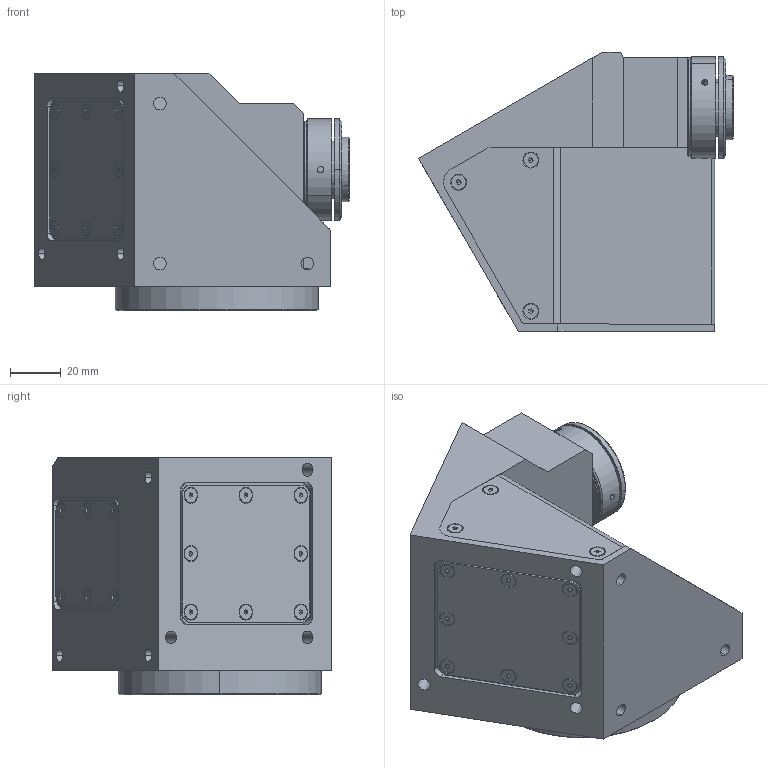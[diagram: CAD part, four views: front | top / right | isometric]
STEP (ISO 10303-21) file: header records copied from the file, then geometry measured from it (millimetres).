
FILE_DESCRIPTION (( 'STEP AP203' ), '1' );
FILE_NAME ('DP23969_TCCR12056.step', '2021-11-03T09:59:55', ( '' ), ( '' ), 'SwSTEP 2.0', 'SolidWorks 2021', '' );
FILE_SCHEMA (( 'CONFIG_CONTROL_DESIGN' ));
Length unit declared in the file: millimetre
Products named in the file (1): DP23969_TCCR12056
Bounding box: 123.93 x 110 x 93.6 mm (x, y, z)
Surface area: 68595.9 mm2 (no closed solid volume)
Topology: 0 solids, 45 shells, 412 faces, 1298 edges, 869 vertices
Faces by surface type: plane 204, cylinder 116, cone 90, sphere 2
Entity records: 14320 total; most frequent: CARTESIAN_POINT 2822, DIRECTION 2514, ORIENTED_EDGE 1993, EDGE_CURVE 1260, VERTEX_POINT 869, AXIS2_PLACEMENT_3D 859, LINE 796, VECTOR 796
